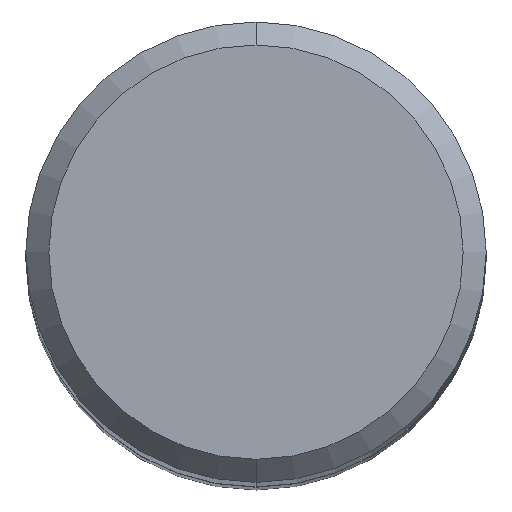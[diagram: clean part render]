
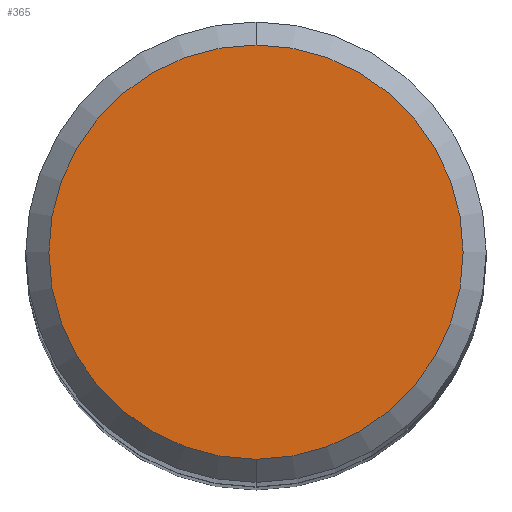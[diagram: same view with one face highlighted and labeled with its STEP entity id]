
A CAD part, top view. The second image highlights one B-rep face of the part: STEP entity #365.
In plain terms, the highlighted planar face has unit normal (0, 0, 1).
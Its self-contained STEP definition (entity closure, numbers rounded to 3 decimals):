
#209=VERTEX_POINT('',#566);
#265=EDGE_CURVE('',#435,#209,#627,.T.);
#323=EDGE_CURVE('',#209,#435,#691,.T.);
#365=ADVANCED_FACE('',(#736),#737,.T.);
#435=VERTEX_POINT('',#814);
#566=CARTESIAN_POINT('',(0.0,4.5,0.0));
#627=CIRCLE('',#1122,4.5);
#691=CIRCLE('',#1229,4.5);
#736=FACE_OUTER_BOUND('',#1325,.T.);
#737=PLANE('',#1326);
#814=CARTESIAN_POINT('',(0.,-4.5,0.0));
#1122=AXIS2_PLACEMENT_3D('',#1753,#1754,#1755);
#1229=AXIS2_PLACEMENT_3D('',#1826,#1827,#1828);
#1325=EDGE_LOOP('',(#1866,#1867));
#1326=AXIS2_PLACEMENT_3D('',#1868,#1869,#1870);
#1753=CARTESIAN_POINT('',(0.0,0.0,0.0));
#1754=DIRECTION('',(0.0,0.0,-1.0));
#1755=DIRECTION('',(0.0,1.0,0.0));
#1826=CARTESIAN_POINT('',(0.0,0.0,0.0));
#1827=DIRECTION('',(0.0,0.0,-1.0));
#1828=DIRECTION('',(0.0,1.0,0.0));
#1866=ORIENTED_EDGE('',*,*,#323,.F.);
#1867=ORIENTED_EDGE('',*,*,#265,.F.);
#1868=CARTESIAN_POINT('',(0.0,2.25,0.0));
#1869=DIRECTION('',(-0.0,0.0,1.0));
#1870=DIRECTION('',(0.0,-1.0,0.0));
